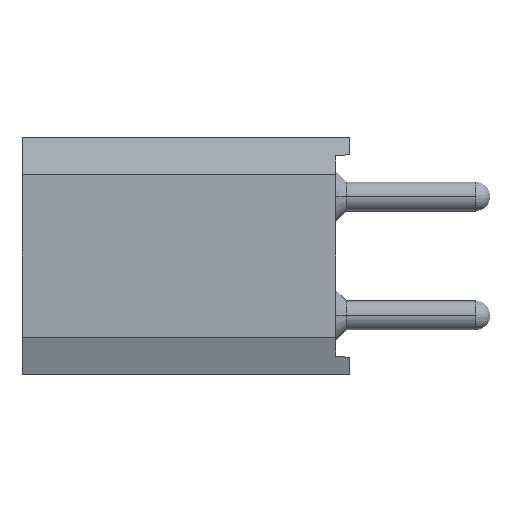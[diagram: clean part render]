
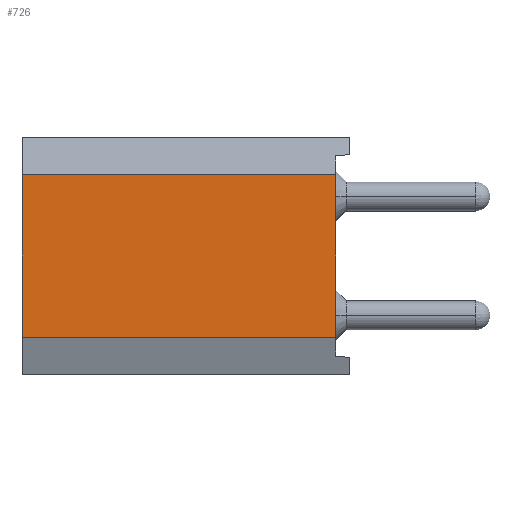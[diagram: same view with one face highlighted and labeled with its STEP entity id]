
A CAD part, left-side view. The second image highlights one B-rep face of the part: STEP entity #726.
In plain terms, the highlighted planar face has unit normal (-1, 0, 0).
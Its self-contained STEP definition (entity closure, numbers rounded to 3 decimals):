
#726=ADVANCED_FACE('',(#1472),#1473,.T.);
#1472=FACE_OUTER_BOUND('',#2211,.T.);
#1473=PLANE('',#2212);
#2211=EDGE_LOOP('',(#4219,#4220,#4221,#4222));
#2212=AXIS2_PLACEMENT_3D('',#4223,#4224,#4225);
#4219=ORIENTED_EDGE('',*,*,#4912,.T.);
#4220=ORIENTED_EDGE('',*,*,#5014,.T.);
#4221=ORIENTED_EDGE('',*,*,#5005,.T.);
#4222=ORIENTED_EDGE('',*,*,#5016,.F.);
#4223=CARTESIAN_POINT('',(-3.81,0.,0.));
#4224=DIRECTION('',(-1.0,0.0,0.0));
#4225=DIRECTION('',(0.0,0.,1.0));
#4912=EDGE_CURVE('',#5975,#5973,#5976,.T.);
#5005=EDGE_CURVE('',#6108,#6106,#6109,.T.);
#5014=EDGE_CURVE('',#5973,#6108,#6120,.T.);
#5016=EDGE_CURVE('',#5975,#6106,#6122,.T.);
#5973=VERTEX_POINT('',#7265);
#5975=VERTEX_POINT('',#7268);
#5976=LINE('',#7269,#7270);
#6106=VERTEX_POINT('',#7466);
#6108=VERTEX_POINT('',#7469);
#6109=LINE('',#7470,#7471);
#6120=LINE('',#7487,#7488);
#6122=LINE('',#7490,#7491);
#7265=CARTESIAN_POINT('',(-3.81,0.3,1.74));
#7268=CARTESIAN_POINT('',(-3.81,0.3,-1.74));
#7269=CARTESIAN_POINT('',(-3.81,0.3,0.));
#7270=VECTOR('',#8511,1.0);
#7466=CARTESIAN_POINT('',(-3.81,7.0,-1.74));
#7469=CARTESIAN_POINT('',(-3.81,7.0,1.74));
#7470=CARTESIAN_POINT('',(-3.81,7.0,1.74));
#7471=VECTOR('',#8579,1.0);
#7487=CARTESIAN_POINT('',(-3.81,0.,1.74));
#7488=VECTOR('',#8585,1.0);
#7490=CARTESIAN_POINT('',(-3.81,0.,-1.74));
#7491=VECTOR('',#8586,1.0);
#8511=DIRECTION('',(0.0,0.0,1.0));
#8579=DIRECTION('',(0.0,0.,-1.0));
#8585=DIRECTION('',(0.0,1.0,0.));
#8586=DIRECTION('',(0.0,1.0,0.));
